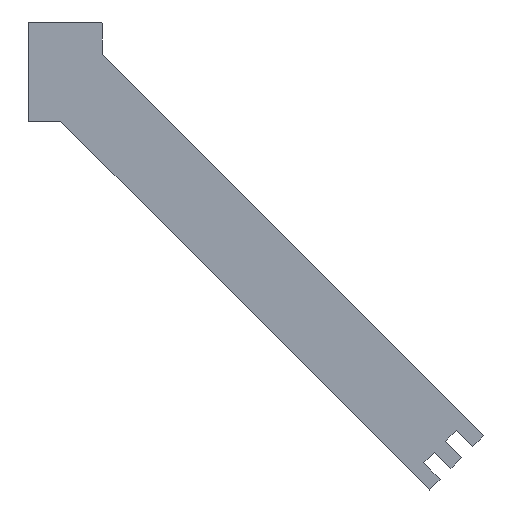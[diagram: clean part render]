
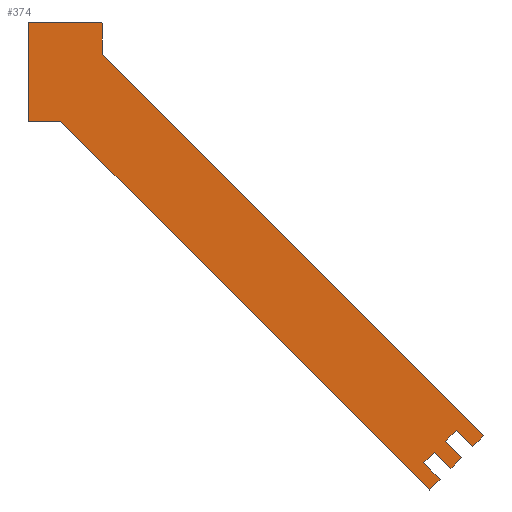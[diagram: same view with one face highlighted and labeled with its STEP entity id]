
A CAD part, top view. The second image highlights one B-rep face of the part: STEP entity #374.
In plain terms, the highlighted planar face has unit normal (0, 0, 1).
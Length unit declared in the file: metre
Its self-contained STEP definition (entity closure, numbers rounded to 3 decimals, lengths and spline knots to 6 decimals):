
#15=CIRCLE('',#408,0.001);
#16=CIRCLE('',#409,0.001);
#17=CIRCLE('',#410,0.001);
#29=ORIENTED_EDGE('',*,*,#137,.F.);
#30=ORIENTED_EDGE('',*,*,#138,.T.);
#31=ORIENTED_EDGE('',*,*,#139,.F.);
#32=ORIENTED_EDGE('',*,*,#132,.F.);
#33=ORIENTED_EDGE('',*,*,#140,.F.);
#34=ORIENTED_EDGE('',*,*,#141,.T.);
#35=ORIENTED_EDGE('',*,*,#142,.F.);
#36=ORIENTED_EDGE('',*,*,#136,.F.);
#37=ORIENTED_EDGE('',*,*,#143,.T.);
#38=ORIENTED_EDGE('',*,*,#144,.T.);
#39=ORIENTED_EDGE('',*,*,#145,.F.);
#40=ORIENTED_EDGE('',*,*,#146,.F.);
#41=ORIENTED_EDGE('',*,*,#147,.T.);
#42=ORIENTED_EDGE('',*,*,#148,.T.);
#43=ORIENTED_EDGE('',*,*,#149,.F.);
#44=ORIENTED_EDGE('',*,*,#150,.T.);
#45=ORIENTED_EDGE('',*,*,#151,.T.);
#46=ORIENTED_EDGE('',*,*,#152,.F.);
#132=EDGE_CURVE('',#186,#184,#222,.T.);
#136=EDGE_CURVE('',#190,#188,#226,.T.);
#137=EDGE_CURVE('',#191,#192,#227,.T.);
#138=EDGE_CURVE('',#191,#193,#228,.T.);
#139=EDGE_CURVE('',#184,#193,#229,.T.);
#140=EDGE_CURVE('',#194,#186,#230,.T.);
#141=EDGE_CURVE('',#194,#195,#231,.T.);
#142=EDGE_CURVE('',#188,#195,#232,.T.);
#143=EDGE_CURVE('',#190,#196,#233,.T.);
#144=EDGE_CURVE('',#196,#197,#234,.T.);
#145=EDGE_CURVE('',#198,#197,#15,.F.);
#146=EDGE_CURVE('',#199,#198,#235,.T.);
#147=EDGE_CURVE('',#199,#200,#16,.T.);
#148=EDGE_CURVE('',#200,#201,#236,.T.);
#149=EDGE_CURVE('',#202,#201,#17,.F.);
#150=EDGE_CURVE('',#202,#203,#237,.T.);
#151=EDGE_CURVE('',#203,#204,#238,.T.);
#152=EDGE_CURVE('',#192,#204,#239,.T.);
#184=VERTEX_POINT('',#537);
#186=VERTEX_POINT('',#541);
#188=VERTEX_POINT('',#546);
#190=VERTEX_POINT('',#550);
#191=VERTEX_POINT('',#554);
#192=VERTEX_POINT('',#555);
#193=VERTEX_POINT('',#557);
#194=VERTEX_POINT('',#560);
#195=VERTEX_POINT('',#562);
#196=VERTEX_POINT('',#565);
#197=VERTEX_POINT('',#567);
#198=VERTEX_POINT('',#569);
#199=VERTEX_POINT('',#571);
#200=VERTEX_POINT('',#573);
#201=VERTEX_POINT('',#575);
#202=VERTEX_POINT('',#577);
#203=VERTEX_POINT('',#579);
#204=VERTEX_POINT('',#581);
#222=LINE('',#542,#270);
#226=LINE('',#551,#274);
#227=LINE('',#553,#275);
#228=LINE('',#556,#276);
#229=LINE('',#558,#277);
#230=LINE('',#559,#278);
#231=LINE('',#561,#279);
#232=LINE('',#563,#280);
#233=LINE('',#564,#281);
#234=LINE('',#566,#282);
#235=LINE('',#570,#283);
#236=LINE('',#574,#284);
#237=LINE('',#578,#285);
#238=LINE('',#580,#286);
#239=LINE('',#582,#287);
#270=VECTOR('',#438,1.);
#274=VECTOR('',#444,1.);
#275=VECTOR('',#447,1.);
#276=VECTOR('',#448,1.);
#277=VECTOR('',#449,1.);
#278=VECTOR('',#450,1.);
#279=VECTOR('',#451,1.);
#280=VECTOR('',#452,1.);
#281=VECTOR('',#453,1.);
#282=VECTOR('',#454,1.);
#283=VECTOR('',#457,1.);
#284=VECTOR('',#460,1.);
#285=VECTOR('',#463,1.);
#286=VECTOR('',#464,1.);
#287=VECTOR('',#465,1.);
#317=EDGE_LOOP('',(#29,#30,#31,#32,#33,#34,#35,#36,#37,#38,#39,#40,#41,
#42,#43,#44,#45,#46));
#337=FACE_BOUND('',#317,.T.);
#357=PLANE('',#407);
#374=ADVANCED_FACE('',(#337),#357,.F.);
#407=AXIS2_PLACEMENT_3D('',#552,#445,#446);
#408=AXIS2_PLACEMENT_3D('',#568,#455,#456);
#409=AXIS2_PLACEMENT_3D('',#572,#458,#459);
#410=AXIS2_PLACEMENT_3D('',#576,#461,#462);
#438=DIRECTION('',(-0.707,-0.707,0.));
#444=DIRECTION('',(-0.707,-0.707,0.));
#445=DIRECTION('',(0.,0.,-1.));
#446=DIRECTION('',(1.,0.,0.));
#447=DIRECTION('',(0.707,-0.707,0.));
#448=DIRECTION('',(0.707,0.707,0.));
#449=DIRECTION('',(-0.707,0.707,0.));
#450=DIRECTION('',(0.707,-0.707,0.));
#451=DIRECTION('',(0.707,0.707,0.));
#452=DIRECTION('',(-0.707,0.707,0.));
#453=DIRECTION('',(-0.707,0.707,0.));
#454=DIRECTION('',(0.,1.,0.));
#455=DIRECTION('',(0.,0.,1.));
#456=DIRECTION('',(1.,0.,0.));
#457=DIRECTION('',(1.,0.,0.));
#458=DIRECTION('',(0.,0.,1.));
#459=DIRECTION('',(1.,0.,0.));
#460=DIRECTION('',(0.,-1.,0.));
#461=DIRECTION('',(0.,0.,1.));
#462=DIRECTION('',(1.,0.,0.));
#463=DIRECTION('',(1.,0.,0.));
#464=DIRECTION('',(0.707,-0.707,0.));
#465=DIRECTION('',(-0.707,-0.707,0.));
#537=CARTESIAN_POINT('',(-0.258607,-0.758464,-0.005238));
#541=CARTESIAN_POINT('',(-0.251536,-0.751393,-0.005238));
#542=CARTESIAN_POINT('',(-0.255071,-0.754929,-0.005238));
#546=CARTESIAN_POINT('',(-0.244464,-0.744322,-0.005238));
#550=CARTESIAN_POINT('',(-0.237393,-0.737251,-0.005238));
#551=CARTESIAN_POINT('',(-0.255071,-0.754929,-0.005238));
#552=CARTESIAN_POINT('',(-0.281254,-0.5,-0.005238));
#553=CARTESIAN_POINT('',(-0.406234,-0.62498,-0.005238));
#554=CARTESIAN_POINT('',(-0.276284,-0.754929,-0.005238));
#555=CARTESIAN_POINT('',(-0.265678,-0.765536,-0.005238));
#556=CARTESIAN_POINT('',(-0.151305,-0.629949,-0.005238));
#557=CARTESIAN_POINT('',(-0.269213,-0.747858,-0.005238));
#558=CARTESIAN_POINT('',(-0.399162,-0.617909,-0.005238));
#559=CARTESIAN_POINT('',(-0.392091,-0.610838,-0.005238));
#560=CARTESIAN_POINT('',(-0.262142,-0.740787,-0.005238));
#561=CARTESIAN_POINT('',(-0.151305,-0.629949,-0.005238));
#562=CARTESIAN_POINT('',(-0.255071,-0.733716,-0.005238));
#563=CARTESIAN_POINT('',(-0.38502,-0.603766,-0.005238));
#564=CARTESIAN_POINT('',(-0.266326,-0.708318,-0.005238));
#565=CARTESIAN_POINT('',(-0.486,-0.488645,-0.005238));
#566=CARTESIAN_POINT('',(-0.486,-0.5,-0.005238));
#567=CARTESIAN_POINT('',(-0.486,-0.4685,-0.005238));
#568=CARTESIAN_POINT('',(-0.487,-0.4685,-0.005238));
#569=CARTESIAN_POINT('',(-0.487,-0.4675,-0.005238));
#570=CARTESIAN_POINT('',(-0.51,-0.4675,-0.005238));
#571=CARTESIAN_POINT('',(-0.533,-0.4675,-0.005238));
#572=CARTESIAN_POINT('',(-0.533,-0.4685,-0.005238));
#573=CARTESIAN_POINT('',(-0.534,-0.4685,-0.005238));
#574=CARTESIAN_POINT('',(-0.534,-0.5,-0.005238));
#575=CARTESIAN_POINT('',(-0.534,-0.5315,-0.005238));
#576=CARTESIAN_POINT('',(-0.533,-0.5315,-0.005238));
#577=CARTESIAN_POINT('',(-0.533,-0.5325,-0.005238));
#578=CARTESIAN_POINT('',(-0.51,-0.5325,-0.005238));
#579=CARTESIAN_POINT('',(-0.512855,-0.5325,-0.005238));
#580=CARTESIAN_POINT('',(-0.301682,-0.743674,-0.005238));
#581=CARTESIAN_POINT('',(-0.272749,-0.772607,-0.005238));
#582=CARTESIAN_POINT('',(-0.255071,-0.754929,-0.005238));
